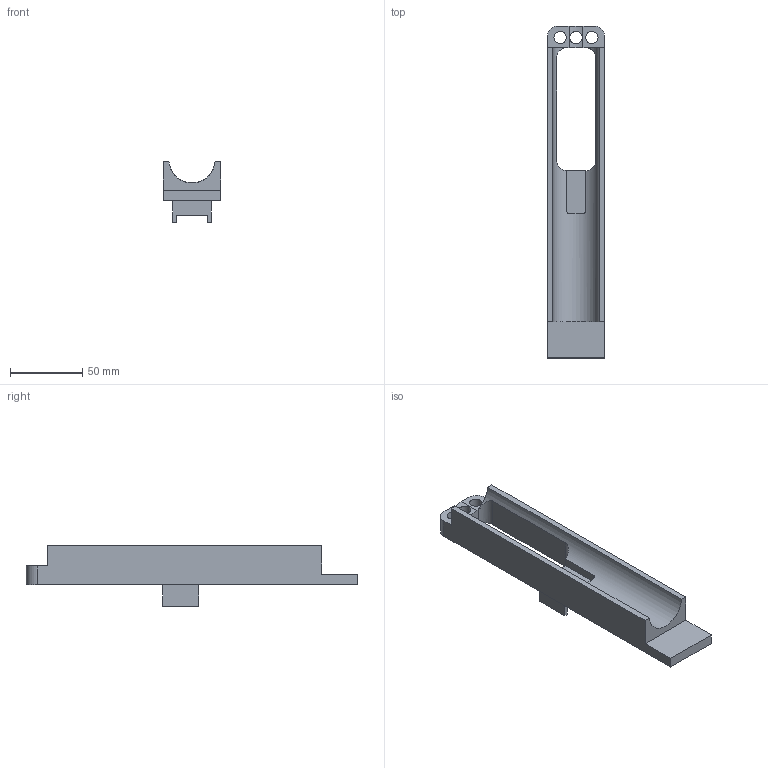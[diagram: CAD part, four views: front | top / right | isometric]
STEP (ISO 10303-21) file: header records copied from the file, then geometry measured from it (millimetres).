
FILE_DESCRIPTION(/* description */ (''),/* implementation_level */ '2;1');
FILE_NAME(/* name */ 'interface.stp',/* time_stamp */ '2024-08-17T10:36:35+02:00',/* author */ (''),/* organization */ (''),/* preprocessor_version */ 'ST-DEVELOPER v19.3',/* originating_system */ 'SIEMENS PLM Software NX2212.1700',/* authorisation */ '');
FILE_SCHEMA (('AP203_CONFIGURATION_CONTROLLED_3D_DESIGN_OF_MECHANICAL_PARTS_AND_ASSEMBLIES_MIM_LF { 1 0 10303 403 2 1 2}'));
Length unit declared in the file: millimetre
Products named in the file (1): interface
Bounding box: 40 x 230 x 42 mm (x, y, z)
Volume: 120061.3 mm3; surface area: 35249.4 mm2
Topology: 1 solids, 1 shells, 42 faces, 123 edges, 85 vertices
Faces by surface type: plane 29, cylinder 13
Full cylindrical faces by diameter (mm): 8.5 x3
Entity records: 1562 total; most frequent: CARTESIAN_POINT 357, ORIENTED_EDGE 234, DIRECTION 222, EDGE_CURVE 117, LINE 84, VECTOR 84, VERTEX_POINT 79, AXIS2_PLACEMENT_3D 69
